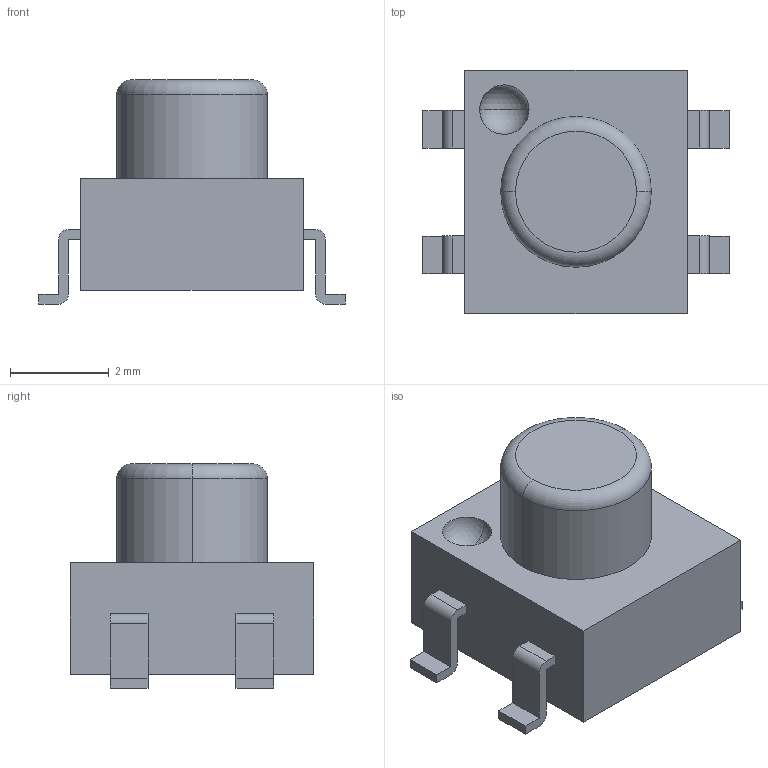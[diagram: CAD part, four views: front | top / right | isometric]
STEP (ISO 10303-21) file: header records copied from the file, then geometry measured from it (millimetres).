
FILE_DESCRIPTION (( 'STEP AP214' ), '1' );
FILE_NAME ('Switch_Bourns_7914G-1-000E_eec.STEP', '2019-06-17T10:02:55', ( '' ), ( '' ), 'SwSTEP 2.0', 'SolidWorks 2018', '' );
FILE_SCHEMA (( 'AUTOMOTIVE_DESIGN' ));
Length unit declared in the file: millimetre
Products named in the file (1): Switch_Bourns_7914G-1-000E_eec
Bounding box: 6.2 x 4.93 x 4.54 mm (x, y, z)
Volume: 65.6 mm3; surface area: 122.8 mm2
Topology: 5 solids, 5 shells, 61 faces, 150 edges, 99 vertices
Faces by surface type: plane 47, cylinder 10, torus 2, sphere 2
Entity records: 1885 total; most frequent: CARTESIAN_POINT 335, ORIENTED_EDGE 292, DIRECTION 282, EDGE_CURVE 146, LINE 106, VECTOR 106, VERTEX_POINT 97, AXIS2_PLACEMENT_3D 88
